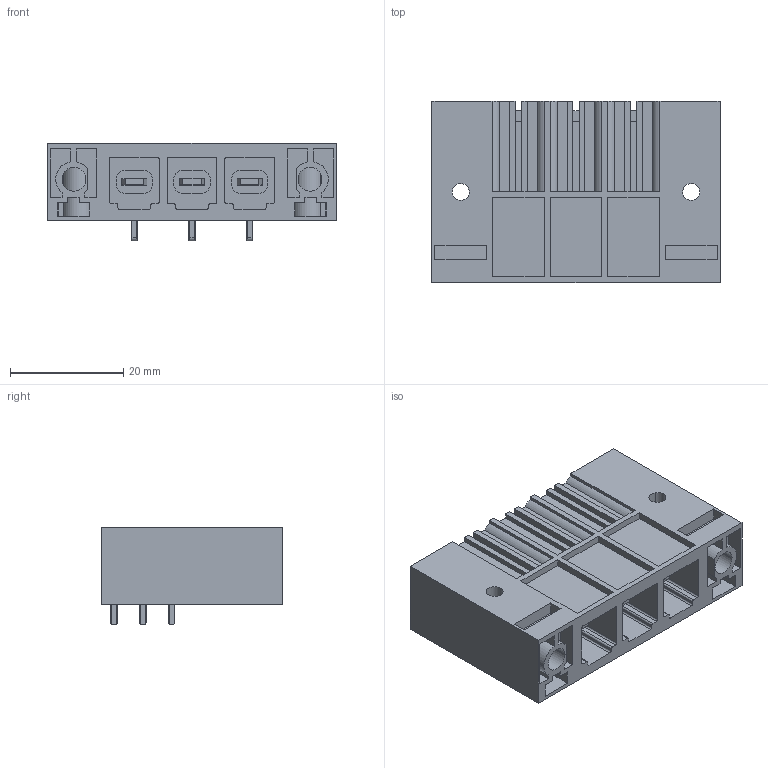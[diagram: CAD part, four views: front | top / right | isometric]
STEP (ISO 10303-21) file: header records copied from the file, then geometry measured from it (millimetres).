
FILE_DESCRIPTION(('CATIA V5 STEP Exchange','CAx-IF Rec.Pracs.--- Model Styling and Organization---1.2---2011-12-15'),'2;1');
FILE_NAME ('D1456693_0_1813740000_1813740000.stp','2018-11-28T09:39:00+00:00',('none'),('Weidmueller'),'CATIA Version 5-6 Release 2014','CATIA V5 STEP AP214','none');
FILE_SCHEMA(('AUTOMOTIVE_DESIGN { 1 0 10303 214 1 1 1 1 }'));
Length unit declared in the file: millimetre
Products named in the file (1): 1813740000
Bounding box: 50.8 x 32 x 17.2 mm (x, y, z)
Volume: 10281.6 mm3; surface area: 15684.7 mm2
Topology: 4 solids, 4 shells, 593 faces, 1680 edges, 1120 vertices
Faces by surface type: plane 493, cylinder 100
Entity records: 17546 total; most frequent: ORIENTED_EDGE 3360, CARTESIAN_POINT 3308, DIRECTION 2244, EDGE_CURVE 1680, VECTOR 1444, LINE 1444, VERTEX_POINT 1120, EDGE_LOOP 636
